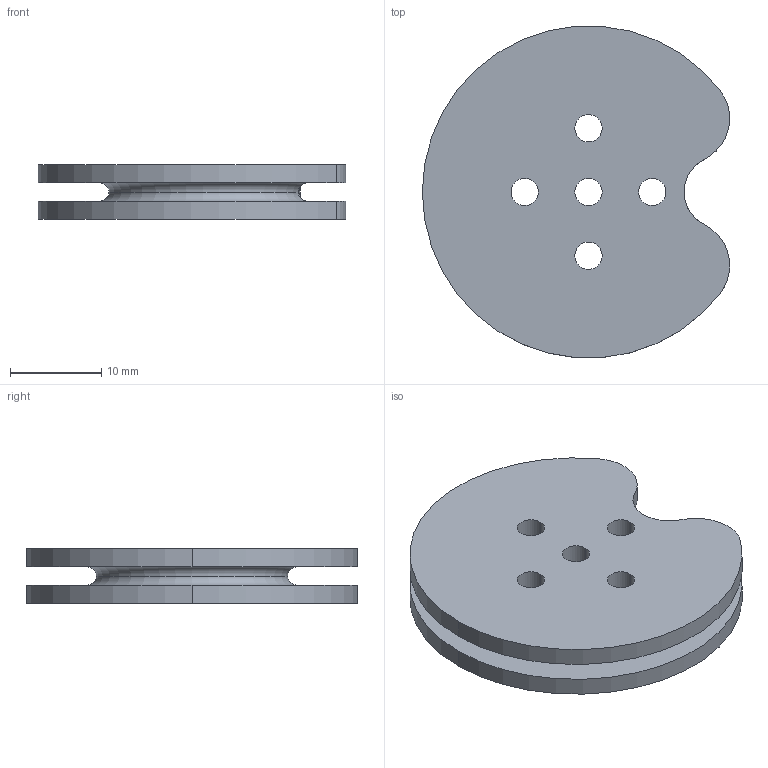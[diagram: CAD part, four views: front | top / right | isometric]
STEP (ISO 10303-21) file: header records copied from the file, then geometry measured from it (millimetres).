
FILE_DESCRIPTION (( 'STEP AP203' ), '1' );
FILE_NAME ('嶺盄攫蜊.STEP', '2022-04-20T03:54:18', ( '' ), ( '' ), 'SwSTEP 2.0', 'SolidWorks 2020', '' );
FILE_SCHEMA (( 'CONFIG_CONTROL_DESIGN' ));
Length unit declared in the file: millimetre
Products named in the file (1): 嶺盄攫蜊
Bounding box: 33.76 x 36.39 x 6 mm (x, y, z)
Volume: 4344.9 mm3; surface area: 3977.2 mm2
Topology: 1 solids, 1 shells, 37 faces, 94 edges, 56 vertices
Faces by surface type: cylinder 26, plane 5, bspline 4, torus 2
Entity records: 1408 total; most frequent: CARTESIAN_POINT 422, DIRECTION 207, ORIENTED_EDGE 180, AXIS2_PLACEMENT_3D 91, EDGE_CURVE 90, CIRCLE 57, VERTEX_POINT 56, EDGE_LOOP 48
